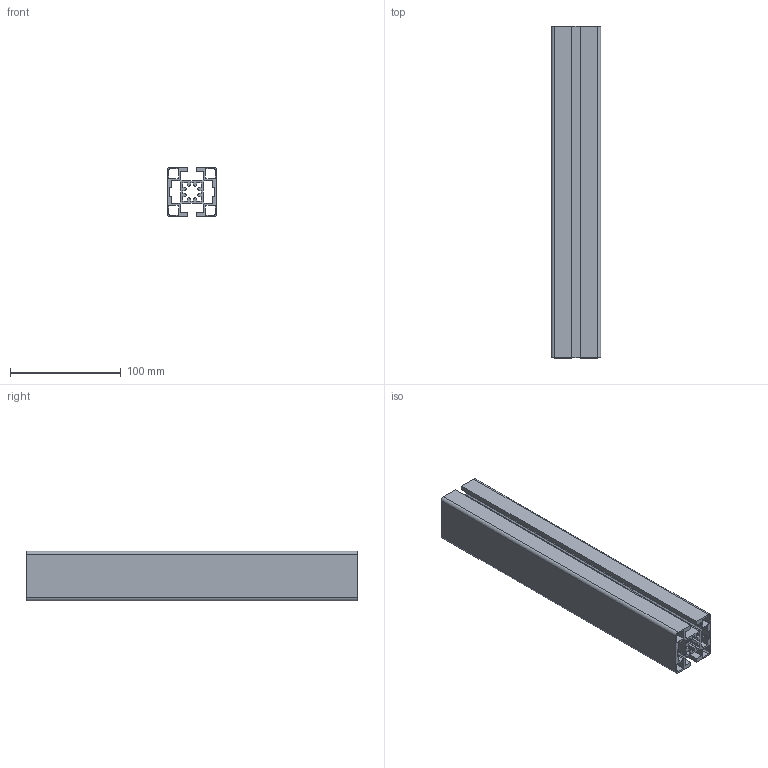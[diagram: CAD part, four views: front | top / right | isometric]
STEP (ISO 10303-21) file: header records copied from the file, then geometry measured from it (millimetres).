
FILE_DESCRIPTION (( 'STEP AP214' ), '1' );
FILE_NAME ('1728139583077.step', '2024-10-05T14:46:46', ( 'Windows User' ), ( '' ), 'SwSTEP 2.0', 'SolidWorks 2011', '' );
FILE_SCHEMA (( 'AUTOMOTIVE_DESIGN' ));
Length unit declared in the file: millimetre
Products named in the file (2): 1728139583077; 1.11.045045.23LPx300.00(1)
Assembly tree (1 placements, depth 2):
  1728139583077
    1.11.045045.23LPx300.00(1)
Bounding box: 45 x 300 x 45 mm (x, y, z)
Volume: 209107.4 mm3; surface area: 192036.7 mm2
Topology: 1 solids, 1 shells, 150 faces, 444 edges, 296 vertices
Faces by surface type: plane 98, cylinder 52
Entity records: 5106 total; most frequent: CARTESIAN_POINT 894, ORIENTED_EDGE 888, DIRECTION 856, EDGE_CURVE 444, LINE 340, VECTOR 340, VERTEX_POINT 296, AXIS2_PLACEMENT_3D 258
